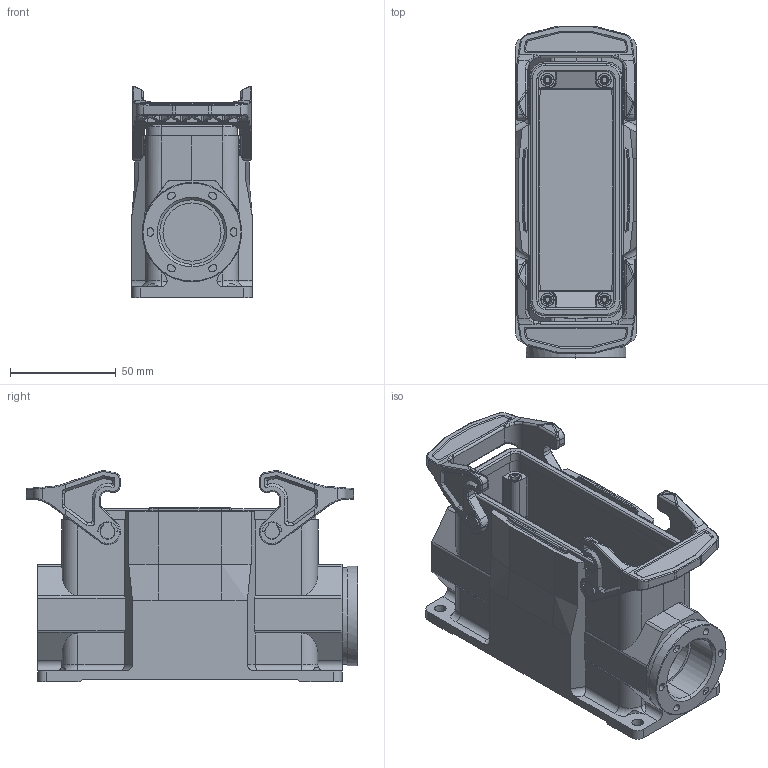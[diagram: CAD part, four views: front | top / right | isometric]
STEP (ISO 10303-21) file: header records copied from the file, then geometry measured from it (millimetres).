
FILE_DESCRIPTION(('CATIA V5 STEP Exchange','CAx-IF Rec.Pracs.--- Model Styling and Organization---1.5--- 2016-08-15','CAx-IF Rec.Pracs.---Supplemental Geometry---1.0---2011-11-01','CAx-IF Rec.Pracs.--- Composite Materials ---1.1---2010-07-15'),'2;1');
FILE_NAME ('2194815-5_0', '2025-09-08T12:01:47+00:00', ('none'), ('Weidmueller'), 'CATIA Version 5-6 Release 2024 SP4', 'CATIA V5 STEP AP214 v3', 'none');
FILE_SCHEMA(('AUTOMOTIVE_DESIGN { 1 0 10303 214 1 1 1 1 }'));
Products named in the file (1): 3164430000
Bounding box: 57 x 157 x 99.91 mm (x, y, z)
Volume: 205252.6 mm3; surface area: 109441.3 mm2
Topology: 3 solids, 3 shells, 1426 faces, 5288 edges, 3908 vertices
Faces by surface type: cylinder 608, plane 532, torus 98, cone 84, bspline 76, revolution 16, sphere 12
Entity records: 74256 total; most frequent: CARTESIAN_POINT 35726, ORIENTED_EDGE 10552, EDGE_CURVE 5276, DIRECTION 4508, VERTEX_POINT 3904, B_SPLINE_CURVE_WITH_KNOTS 2774, VECTOR 1846, LINE 1846
